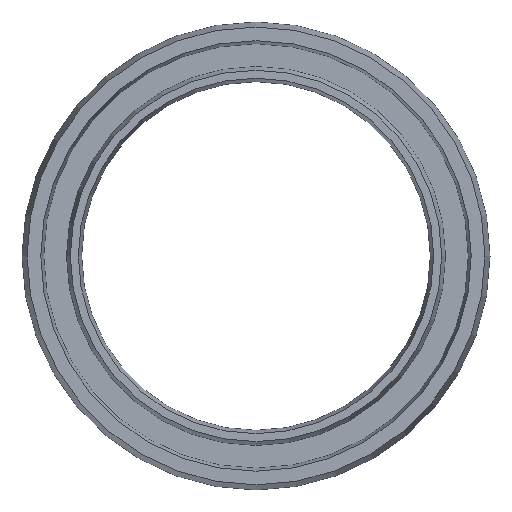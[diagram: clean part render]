
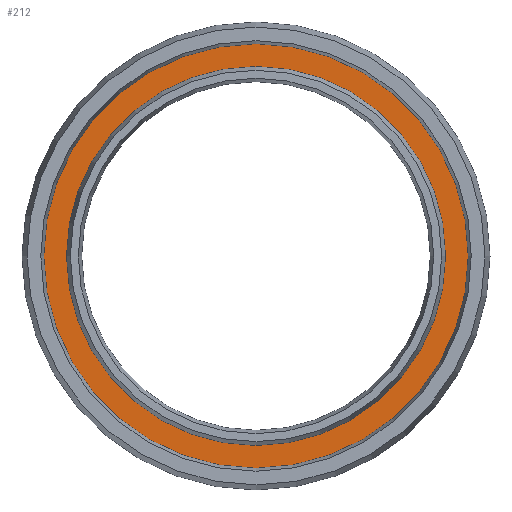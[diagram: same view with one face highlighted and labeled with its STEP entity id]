
A CAD part, top view. The second image highlights one B-rep face of the part: STEP entity #212.
In plain terms, the highlighted planar face has unit normal (0, 0, 1).
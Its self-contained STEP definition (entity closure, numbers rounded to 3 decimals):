
#18=FACE_BOUND('',#47,.T.);
#22=PLANE('',#259);
#32=FACE_OUTER_BOUND('',#46,.T.);
#46=EDGE_LOOP('',(#178,#179));
#47=EDGE_LOOP('',(#180,#181));
#81=CIRCLE('',#257,44.8);
#82=CIRCLE('',#258,44.8);
#83=CIRCLE('',#260,39.4);
#84=CIRCLE('',#261,39.4);
#102=VERTEX_POINT('',#385);
#103=VERTEX_POINT('',#387);
#104=VERTEX_POINT('',#391);
#105=VERTEX_POINT('',#392);
#129=EDGE_CURVE('',#102,#103,#81,.T.);
#130=EDGE_CURVE('',#103,#102,#82,.T.);
#131=EDGE_CURVE('',#104,#105,#83,.T.);
#132=EDGE_CURVE('',#105,#104,#84,.T.);
#178=ORIENTED_EDGE('',*,*,#130,.F.);
#179=ORIENTED_EDGE('',*,*,#129,.F.);
#180=ORIENTED_EDGE('',*,*,#131,.T.);
#181=ORIENTED_EDGE('',*,*,#132,.T.);
#212=ADVANCED_FACE('',(#32,#18),#22,.T.);
#257=AXIS2_PLACEMENT_3D('',#388,#319,#320);
#258=AXIS2_PLACEMENT_3D('',#389,#321,#322);
#259=AXIS2_PLACEMENT_3D('',#390,#323,#324);
#260=AXIS2_PLACEMENT_3D('',#393,#325,#326);
#261=AXIS2_PLACEMENT_3D('',#394,#327,#328);
#319=DIRECTION('center_axis',(0.,0.,-1.));
#320=DIRECTION('ref_axis',(0.,1.,0.));
#321=DIRECTION('center_axis',(0.,0.,-1.));
#322=DIRECTION('ref_axis',(0.,1.,0.));
#323=DIRECTION('center_axis',(0.,0.,1.));
#324=DIRECTION('ref_axis',(0.,-1.,0.));
#325=DIRECTION('center_axis',(0.,0.,-1.));
#326=DIRECTION('ref_axis',(0.,1.,0.));
#327=DIRECTION('center_axis',(0.,0.,-1.));
#328=DIRECTION('ref_axis',(0.,1.,0.));
#385=CARTESIAN_POINT('',(0.,-44.8,0.));
#387=CARTESIAN_POINT('',(0.,44.8,0.));
#388=CARTESIAN_POINT('Origin',(0.,0.,0.));
#389=CARTESIAN_POINT('Origin',(0.,0.,0.));
#390=CARTESIAN_POINT('Origin',(44.8,0.,0.));
#391=CARTESIAN_POINT('',(0.,39.4,0.));
#392=CARTESIAN_POINT('',(0.,-39.4,0.));
#393=CARTESIAN_POINT('Origin',(0.,0.,0.));
#394=CARTESIAN_POINT('Origin',(0.,0.,0.));
